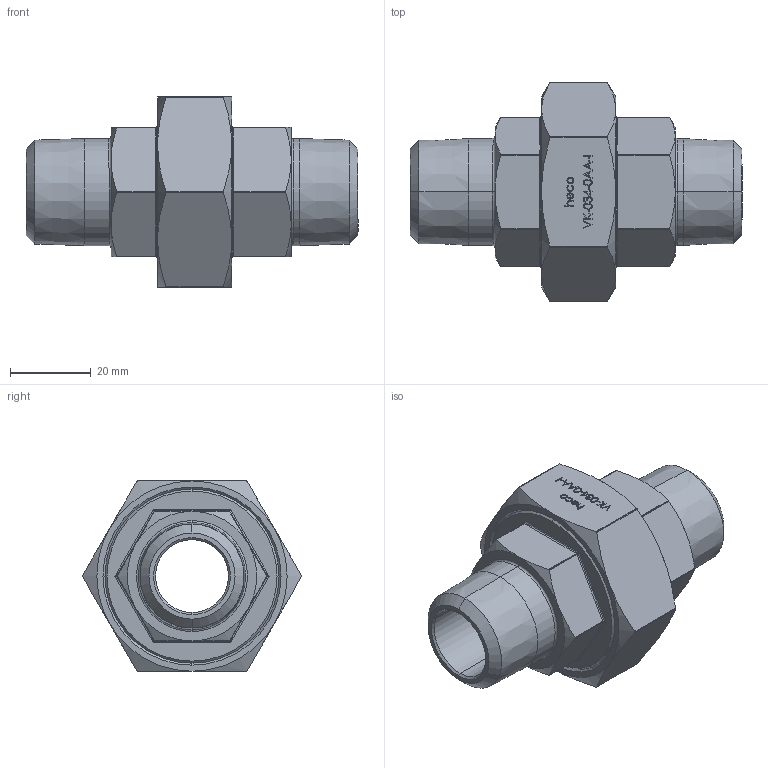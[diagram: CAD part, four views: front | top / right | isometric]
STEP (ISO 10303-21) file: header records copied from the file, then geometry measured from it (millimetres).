
FILE_DESCRIPTION (( 'STEP AP214' ), '1' );
FILE_NAME ('heco_VK-034-0AA-I.STEP', '2016-09-21T07:25:30', ( '' ), ( '' ), 'SwSTEP 2.0', 'SolidWorks 2016', '' );
FILE_SCHEMA (( 'AUTOMOTIVE_DESIGN' ));
Length unit declared in the file: millimetre
Products named in the file (1): heco_VK-034-0AA-I
Bounding box: 82 x 54.18 x 47.05 mm (x, y, z)
Volume: 51907.7 mm3; surface area: 17036.3 mm2
Topology: 1 solids, 1 shells, 341 faces, 850 edges, 530 vertices
Faces by surface type: plane 136, bspline 79, cylinder 76, cone 44, torus 6
Entity records: 15911 total; most frequent: CARTESIAN_POINT 6801, ORIENTED_EDGE 1676, DIRECTION 1150, EDGE_CURVE 838, VERTEX_POINT 530, VECTOR 448, LINE 448, EDGE_LOOP 374
